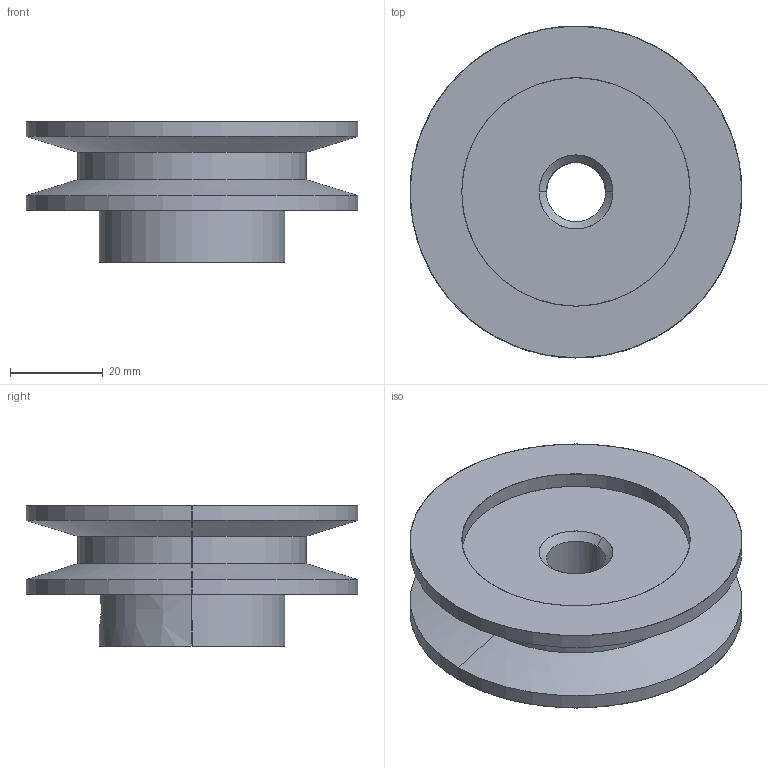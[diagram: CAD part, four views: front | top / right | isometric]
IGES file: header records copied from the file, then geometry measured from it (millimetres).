
Start section: SolidWorks IGES file using analytic representation for surfaces
Global section: file name: AKAK28X072672867588.igs; native system: SolidWorks 2017; preprocessor: SolidWorks 2017; author: partstream; date: 170726.072817; units: inch
Bounding box: 71.37 x 71.37 x 30.23 mm (x, y, z)
Surface area: 17692.1 mm2 (no closed solid volume)
Topology: 0 solids, 0 shells, 63 faces, 857 edges, 857 vertices
Faces by surface type: bspline 43, revolution 20
